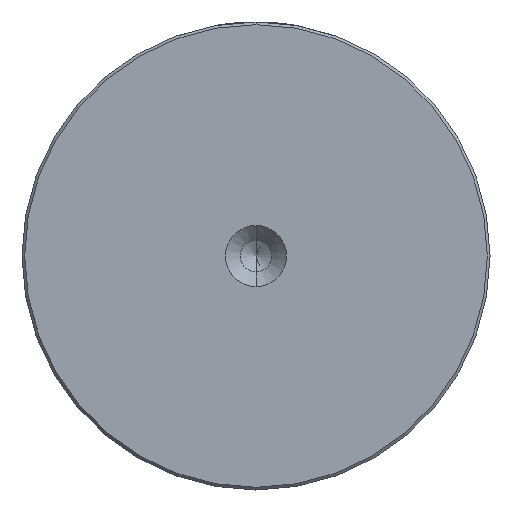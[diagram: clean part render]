
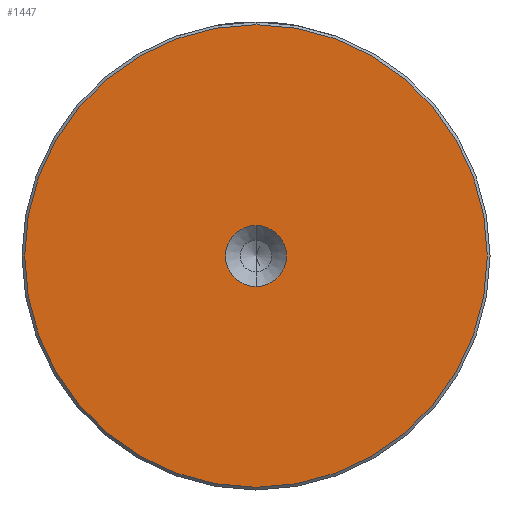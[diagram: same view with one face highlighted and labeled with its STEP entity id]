
A CAD part, left-side view. The second image highlights one B-rep face of the part: STEP entity #1447.
In plain terms, the highlighted planar face has unit normal (-1, 0, 0).
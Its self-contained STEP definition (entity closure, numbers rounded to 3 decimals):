
#1 = DIRECTION ( 'NONE',  ( -1., 0., 0. ) ) ;
#90 = DIRECTION ( 'NONE',  ( 0., 0., 1. ) ) ;
#127 = CIRCLE ( 'NONE', #2618, 5.6 ) ;
#130 = EDGE_LOOP ( 'NONE', ( #1444, #1509 ) ) ;
#135 = EDGE_CURVE ( 'NONE', #1783, #1987, #1673, .T. ) ;
#244 = DIRECTION ( 'NONE',  ( 0., 0., 1. ) ) ;
#306 = DIRECTION ( 'NONE',  ( -1., 0., 0. ) ) ;
#470 = FACE_OUTER_BOUND ( 'NONE', #1603, .T. ) ;
#495 = ORIENTED_EDGE ( 'NONE', *, *, #2191, .T. ) ;
#518 = CARTESIAN_POINT ( 'NONE',  ( 0., 0., 0. ) ) ;
#630 = AXIS2_PLACEMENT_3D ( 'NONE', #518, #306, #90 ) ;
#740 = CARTESIAN_POINT ( 'NONE',  ( 0., 0., 5.6 ) ) ;
#898 = EDGE_CURVE ( 'NONE', #1121, #2272, #127, .T. ) ;
#928 = AXIS2_PLACEMENT_3D ( 'NONE', #1077, #1493, #244 ) ;
#975 = CARTESIAN_POINT ( 'NONE',  ( 0., 0., 42.5 ) ) ;
#980 = EDGE_CURVE ( 'NONE', #2272, #1121, #1539, .T. ) ;
#1077 = CARTESIAN_POINT ( 'NONE',  ( 0., 0., 0. ) ) ;
#1121 = VERTEX_POINT ( 'NONE', #740 ) ;
#1134 = DIRECTION ( 'NONE',  ( 0., 0., 1. ) ) ;
#1256 = AXIS2_PLACEMENT_3D ( 'NONE', #1273, #1, #1483 ) ;
#1273 = CARTESIAN_POINT ( 'NONE',  ( 0., 0., 0. ) ) ;
#1310 = DIRECTION ( 'NONE',  ( -1., 0., 0. ) ) ;
#1320 = CARTESIAN_POINT ( 'NONE',  ( 0., 0., 0. ) ) ;
#1399 = CARTESIAN_POINT ( 'NONE',  ( 0., 0., -42.5 ) ) ;
#1444 = ORIENTED_EDGE ( 'NONE', *, *, #898, .F. ) ;
#1447 = ADVANCED_FACE ( 'NONE', ( #470, #1753 ), #2520, .T. ) ;
#1483 = DIRECTION ( 'NONE',  ( 0., 0., 1. ) ) ;
#1493 = DIRECTION ( 'NONE',  ( -1., 0., 0. ) ) ;
#1509 = ORIENTED_EDGE ( 'NONE', *, *, #980, .F. ) ;
#1539 = CIRCLE ( 'NONE', #630, 5.6 ) ;
#1603 = EDGE_LOOP ( 'NONE', ( #495, #1685 ) ) ;
#1673 = CIRCLE ( 'NONE', #2612, 42.5 ) ;
#1685 = ORIENTED_EDGE ( 'NONE', *, *, #135, .T. ) ;
#1753 = FACE_BOUND ( 'NONE', #130, .T. ) ;
#1783 = VERTEX_POINT ( 'NONE', #975 ) ;
#1856 = CIRCLE ( 'NONE', #1256, 42.5 ) ;
#1987 = VERTEX_POINT ( 'NONE', #1399 ) ;
#2191 = EDGE_CURVE ( 'NONE', #1987, #1783, #1856, .T. ) ;
#2272 = VERTEX_POINT ( 'NONE', #2535 ) ;
#2520 = PLANE ( 'NONE',  #928 ) ;
#2535 = CARTESIAN_POINT ( 'NONE',  ( 0., 0., -5.6 ) ) ;
#2612 = AXIS2_PLACEMENT_3D ( 'NONE', #2700, #2691, #2673 ) ;
#2618 = AXIS2_PLACEMENT_3D ( 'NONE', #1320, #1310, #1134 ) ;
#2673 = DIRECTION ( 'NONE',  ( 0., 0., 1. ) ) ;
#2691 = DIRECTION ( 'NONE',  ( -1., 0., 0. ) ) ;
#2700 = CARTESIAN_POINT ( 'NONE',  ( 0., 0., 0. ) ) ;
